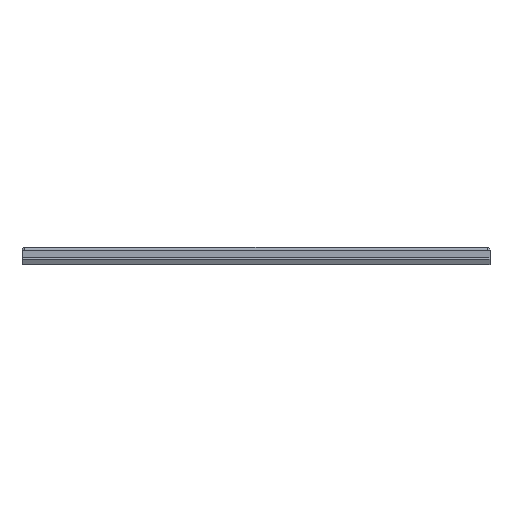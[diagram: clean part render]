
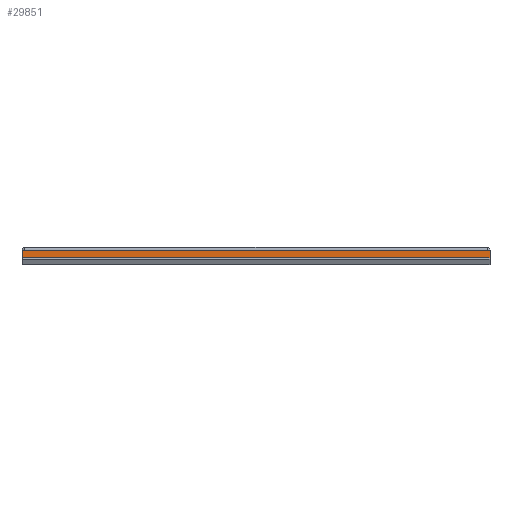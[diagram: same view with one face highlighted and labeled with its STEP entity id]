
A CAD part, front view. The second image highlights one B-rep face of the part: STEP entity #29851.
In plain terms, the highlighted planar face has unit normal (0, -1, 0).
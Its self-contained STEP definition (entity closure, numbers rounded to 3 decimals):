
#2086=PLANE('',#31562);
#3569=FACE_OUTER_BOUND('',#5373,.T.);
#5373=EDGE_LOOP('',(#24932,#24933,#24934,#24935));
#6225=LINE('',#38519,#9661);
#6872=LINE('',#41293,#10308);
#6879=LINE('',#41311,#10315);
#8020=LINE('',#45834,#11456);
#9661=VECTOR('',#32254,10.);
#10308=VECTOR('',#33149,10.);
#10315=VECTOR('',#33168,10.);
#11456=VECTOR('',#35585,10.);
#13178=VERTEX_POINT('',#38462);
#13186=VERTEX_POINT('',#38487);
#13198=VERTEX_POINT('',#38517);
#14001=VERTEX_POINT('',#41309);
#16059=EDGE_CURVE('',#13198,#13186,#6225,.T.);
#16958=EDGE_CURVE('',#13178,#13186,#6872,.T.);
#16967=EDGE_CURVE('',#14001,#13198,#6879,.T.);
#18330=EDGE_CURVE('',#14001,#13178,#8020,.T.);
#24932=ORIENTED_EDGE('',*,*,#16958,.T.);
#24933=ORIENTED_EDGE('',*,*,#16059,.F.);
#24934=ORIENTED_EDGE('',*,*,#16967,.F.);
#24935=ORIENTED_EDGE('',*,*,#18330,.T.);
#29851=ADVANCED_FACE('',(#3569),#2086,.T.);
#31562=AXIS2_PLACEMENT_3D('',#45835,#35586,#35587);
#32254=DIRECTION('',(0.,0.,1.));
#33149=DIRECTION('',(-1.,0.,0.));
#33168=DIRECTION('',(-1.,0.,0.));
#35585=DIRECTION('',(0.,0.,1.));
#35586=DIRECTION('center_axis',(0.,-1.,0.));
#35587=DIRECTION('ref_axis',(1.,0.,0.));
#38462=CARTESIAN_POINT('',(182.5,5.,1.5));
#38487=CARTESIAN_POINT('',(5.,5.,1.5));
#38517=CARTESIAN_POINT('',(5.,5.,-1.5));
#38519=CARTESIAN_POINT('',(5.,5.,0.));
#41293=CARTESIAN_POINT('',(5.,5.,1.5));
#41309=CARTESIAN_POINT('',(182.5,5.,-1.5));
#41311=CARTESIAN_POINT('',(5.,5.,-1.5));
#45834=CARTESIAN_POINT('',(182.5,5.,0.));
#45835=CARTESIAN_POINT('Origin',(5.,5.,0.));
